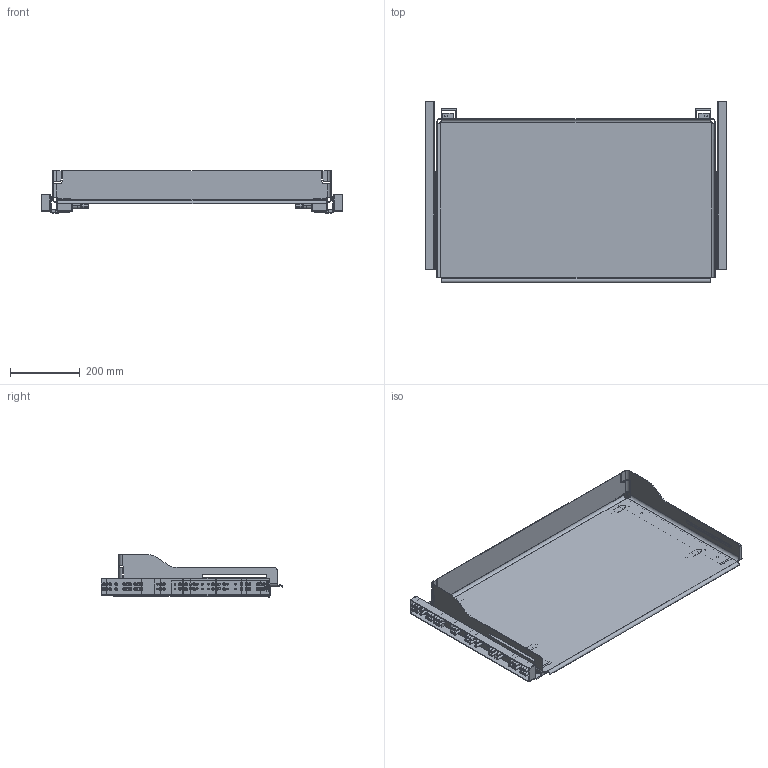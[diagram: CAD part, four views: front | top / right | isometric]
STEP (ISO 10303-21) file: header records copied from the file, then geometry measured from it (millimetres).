
FILE_DESCRIPTION(('STEP AP203'),'1');
FILE_NAME('015.1056.KPL.step','2021-02-21T18:51:12',(' '),(' '),'Spatial InterOp 3D',' ',' ');
FILE_SCHEMA(('CONFIG_CONTROL_DESIGN'));
Length unit declared in the file: millimetre
Products named in the file (17): 1; 2; 3; 4; 5; 6; 7; 8; 9; 10; 11; 12; 13; 14; 15; 16; 17
Bounding box: 864 x 521.46 x 122.65 mm (x, y, z)
Volume: 1967972.6 mm3; surface area: 1651325.8 mm2
Topology: 17 solids, 17 shells, 1868 faces, 4924 edges, 3170 vertices
Faces by surface type: plane 836, cylinder 686, cone 256, torus 48, bspline 20, sphere 12, extrusion 10
Full cylindrical faces by diameter (mm): 3 x4, 4 x4, 5 x108, 6 x4, 7 x96, 8 x4, 9 x24, 16 x4
Entity records: 110666 total; most frequent: CARTESIAN_POINT 64757, DIRECTION 9448, ORIENTED_EDGE 8768, EDGE_CURVE 4384, AXIS2_PLACEMENT_3D 3627, VERTEX_POINT 3074, EDGE_LOOP 2776, VECTOR 2194
